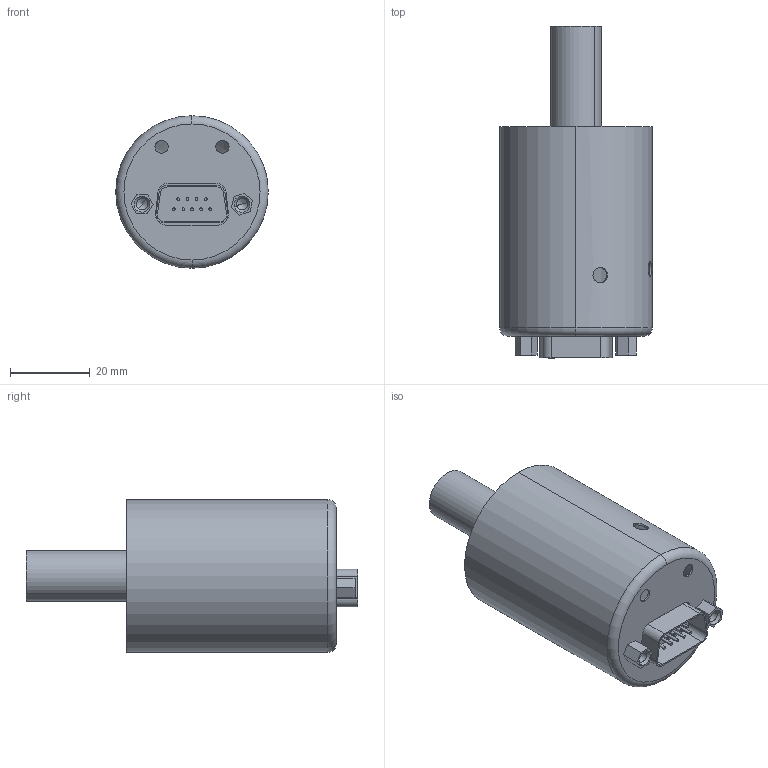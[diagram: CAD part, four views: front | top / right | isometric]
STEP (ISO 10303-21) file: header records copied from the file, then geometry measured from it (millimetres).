
FILE_DESCRIPTION (( 'STEP AP203' ), '1' );
FILE_NAME ('SO730G-4T-D9.STEP', '2022-06-23T14:56:29', ( '' ), ( '' ), 'SwSTEP 2.0', 'SolidWorks 2018', '' );
FILE_SCHEMA (( 'CONFIG_CONTROL_DESIGN' ));
Length unit declared in the file: inch
Products named in the file (1): SO730G-4T-D9
Bounding box: 38.1 x 82.98 x 38.1 mm (x, y, z)
Volume: 11422.3 mm3; surface area: 22910 mm2
Topology: 3 solids, 5 shells, 212 faces, 476 edges, 304 vertices
Faces by surface type: cylinder 102, plane 80, cone 20, torus 6, sphere 4
Entity records: 6257 total; most frequent: CARTESIAN_POINT 1233, DIRECTION 1120, ORIENTED_EDGE 944, EDGE_CURVE 472, AXIS2_PLACEMENT_3D 447, VERTEX_POINT 304, EDGE_LOOP 262, CIRCLE 234
